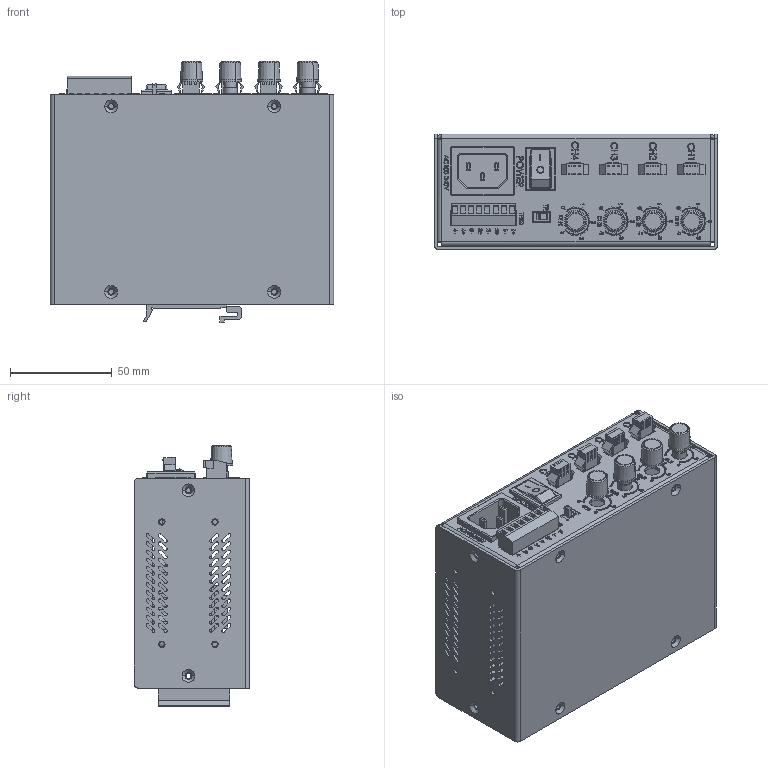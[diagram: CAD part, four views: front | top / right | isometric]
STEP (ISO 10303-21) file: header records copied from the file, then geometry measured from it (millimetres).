
FILE_DESCRIPTION (( 'STEP AP214' ), '1' );
FILE_NAME ('661404.STEP', '2019-04-04T04:57:47', ( 'user' ), ( '微软中国' ), 'SwSTEP 2.0', 'SolidWorks 2016', '' );
FILE_SCHEMA (( 'AUTOMOTIVE_DESIGN' ));
Length unit declared in the file: millimetre
Products named in the file (1): 661404
Bounding box: 139 x 56.5 x 128 mm (x, y, z)
Volume: 170656 mm3; surface area: 184394.5 mm2
Topology: 116 solids, 116 shells, 3662 faces, 9791 edges, 6455 vertices
Faces by surface type: plane 2288, cylinder 836, bspline 458, cone 80
Entity records: 178407 total; most frequent: CARTESIAN_POINT 47461, ORIENTED_EDGE 19566, DIRECTION 17029, EDGE_CURVE 9783, VECTOR 7127, LINE 7127, VERTEX_POINT 6455, AXIS2_PLACEMENT_3D 4951
